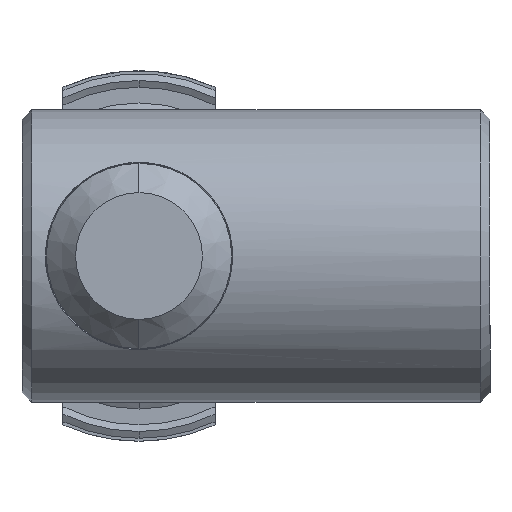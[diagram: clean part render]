
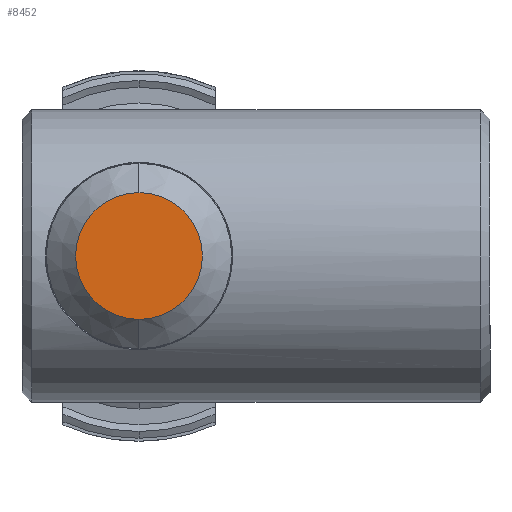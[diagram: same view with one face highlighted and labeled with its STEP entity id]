
A CAD part, left-side view. The second image highlights one B-rep face of the part: STEP entity #8452.
In plain terms, the highlighted planar face has unit normal (-1, 0, 0).
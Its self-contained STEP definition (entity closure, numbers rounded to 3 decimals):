
#1793 = ORIENTED_EDGE ( 'NONE', *, *, #8099, .T. ) ;
#1795 = ORIENTED_EDGE ( 'NONE', *, *, #8071, .T. ) ;
#2079 = CIRCLE ( 'NONE', #2085, 3.25 ) ;
#2085 = AXIS2_PLACEMENT_3D ( 'NONE', #5694, #5693, #5692 ) ;
#2096 = CIRCLE ( 'NONE', #2133, 3.25 ) ;
#2133 = AXIS2_PLACEMENT_3D ( 'NONE', #5927, #5926, #5925 ) ;
#2151 = AXIS2_PLACEMENT_3D ( 'NONE', #5361, #5362, #5363 ) ;
#3338 = CARTESIAN_POINT ( 'NONE',  ( -52., 0., -3.25 ) ) ;
#3390 = CARTESIAN_POINT ( 'NONE',  ( -52., 0., 3.25 ) ) ;
#3707 = VERTEX_POINT ( 'NONE', #3390 ) ;
#3828 = VERTEX_POINT ( 'NONE', #3338 ) ;
#5360 = PLANE ( 'NONE',  #2151 ) ;
#5361 = CARTESIAN_POINT ( 'NONE',  ( -52., -4.75, 0. ) ) ;
#5362 = DIRECTION ( 'NONE',  ( 1., 0., 0. ) ) ;
#5363 = DIRECTION ( 'NONE',  ( 0., 0., -1. ) ) ;
#5692 = DIRECTION ( 'NONE',  ( 0., 0., -1. ) ) ;
#5693 = DIRECTION ( 'NONE',  ( -1., 0., 0. ) ) ;
#5694 = CARTESIAN_POINT ( 'NONE',  ( -52., 0., 0. ) ) ;
#5925 = DIRECTION ( 'NONE',  ( 0., 0., -1. ) ) ;
#5926 = DIRECTION ( 'NONE',  ( -1., 0., 0. ) ) ;
#5927 = CARTESIAN_POINT ( 'NONE',  ( -52., 0., 0. ) ) ;
#6689 = FACE_OUTER_BOUND ( 'NONE', #7630, .T. ) ;
#7630 = EDGE_LOOP ( 'NONE', ( #1795, #1793 ) ) ;
#8071 = EDGE_CURVE ( 'NONE', #3828, #3707, #2096, .T. ) ;
#8099 = EDGE_CURVE ( 'NONE', #3707, #3828, #2079, .T. ) ;
#8452 = ADVANCED_FACE ( 'NONE', ( #6689 ), #5360, .F. ) ;
